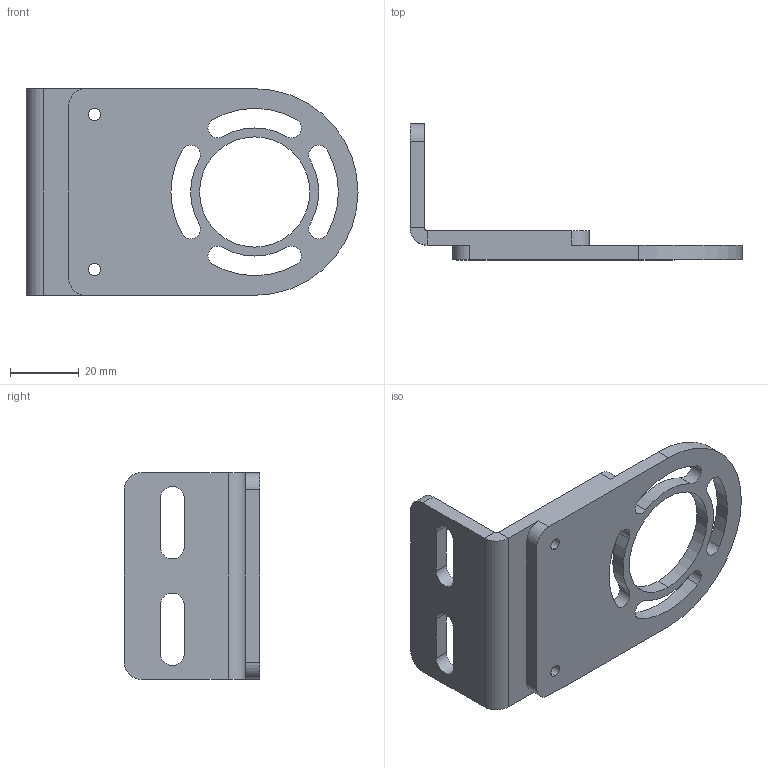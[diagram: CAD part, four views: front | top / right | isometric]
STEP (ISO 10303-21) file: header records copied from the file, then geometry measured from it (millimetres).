
FILE_DESCRIPTION((''),'2;1');
FILE_NAME('156643_SW','2011-04-06T',('banengservice'),('BANNER ENGINEERING'),'PRO/ENGINEER BY PARAMETRIC TECHNOLOGY CORPORATION, 2009141','PRO/ENGINEER BY PARAMETRIC TECHNOLOGY CORPORATION, 2009141','');
FILE_SCHEMA(('CONFIG_CONTROL_DESIGN'));
Length unit declared in the file: inch
Products named in the file (1): 156643_SW
Bounding box: 96.4 x 39.4 x 60 mm (x, y, z)
Volume: 27404.2 mm3; surface area: 15934.2 mm2
Topology: 1 solids, 1 shells, 72 faces, 196 edges, 128 vertices
Faces by surface type: cylinder 43, plane 29
Entity records: 2378 total; most frequent: DIRECTION 426, CARTESIAN_POINT 396, ORIENTED_EDGE 392, EDGE_CURVE 196, AXIS2_PLACEMENT_3D 158, VERTEX_POINT 128, VECTOR 110, LINE 110
